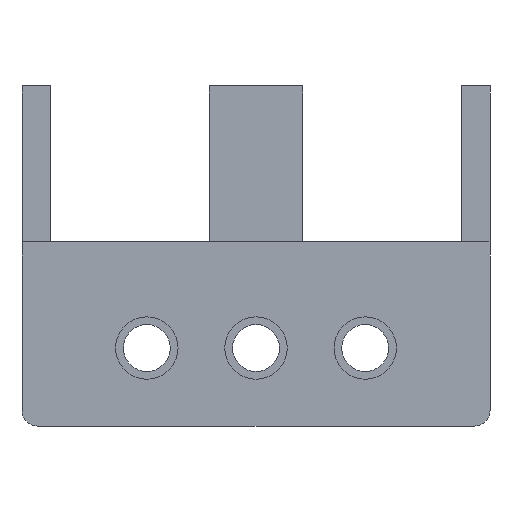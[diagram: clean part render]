
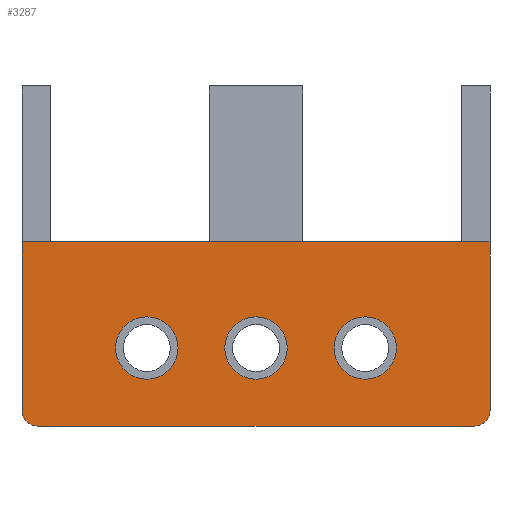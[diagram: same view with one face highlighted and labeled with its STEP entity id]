
A CAD part, front view. The second image highlights one B-rep face of the part: STEP entity #3287.
In plain terms, the highlighted planar face has unit normal (0, -1, 0).
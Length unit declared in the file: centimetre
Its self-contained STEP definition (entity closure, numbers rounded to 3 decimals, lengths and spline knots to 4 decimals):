
#16 = CIRCLE ( 'NONE', #598, 2. ) ;
#17 = CARTESIAN_POINT ( 'NONE',  ( 0., -15., -5. ) ) ;
#50 = CARTESIAN_POINT ( 'NONE',  ( -15., -15., 1.8 ) ) ;
#56 = DIRECTION ( 'NONE',  ( 0., 1., 0. ) ) ;
#62 = DIRECTION ( 'NONE',  ( 0., 0., 1. ) ) ;
#72 = DIRECTION ( 'NONE',  ( 0., 0., 1. ) ) ;
#109 = VERTEX_POINT ( 'NONE', #1507 ) ;
#196 = CIRCLE ( 'NONE', #2082, 2. ) ;
#269 = CARTESIAN_POINT ( 'NONE',  ( -15., -15., 1.8 ) ) ;
#280 = PLANE ( 'NONE',  #3856 ) ;
#359 = ORIENTED_EDGE ( 'NONE', *, *, #550, .T. ) ;
#378 = VERTEX_POINT ( 'NONE', #4946 ) ;
#383 = CARTESIAN_POINT ( 'NONE',  ( 0., -15., -7. ) ) ;
#406 = DIRECTION ( 'NONE',  ( 0., 1., 0. ) ) ;
#471 = VERTEX_POINT ( 'NONE', #3875 ) ;
#550 = EDGE_CURVE ( 'NONE', #4823, #471, #4237, .T. ) ;
#564 = EDGE_CURVE ( 'NONE', #378, #2981, #1011, .T. ) ;
#588 = CIRCLE ( 'NONE', #846, 1. ) ;
#598 = AXIS2_PLACEMENT_3D ( 'NONE', #1765, #3347, #1035 ) ;
#623 = VECTOR ( 'NONE', #1997, 100. ) ;
#682 = CARTESIAN_POINT ( 'NONE',  ( 15., -15., 1.8 ) ) ;
#776 = DIRECTION ( 'NONE',  ( 0., -1., 0. ) ) ;
#821 = AXIS2_PLACEMENT_3D ( 'NONE', #2744, #1127, #1219 ) ;
#846 = AXIS2_PLACEMENT_3D ( 'NONE', #3283, #4408, #923 ) ;
#923 = DIRECTION ( 'NONE',  ( 0., 0., 1. ) ) ;
#943 = EDGE_CURVE ( 'NONE', #2981, #4427, #4605, .T. ) ;
#968 = VERTEX_POINT ( 'NONE', #4188 ) ;
#1011 = LINE ( 'NONE', #50, #623 ) ;
#1020 = EDGE_CURVE ( 'NONE', #968, #109, #2771, .T. ) ;
#1035 = DIRECTION ( 'NONE',  ( 0., 0., 1. ) ) ;
#1085 = VERTEX_POINT ( 'NONE', #383 ) ;
#1127 = DIRECTION ( 'NONE',  ( 0., 1., 0. ) ) ;
#1219 = DIRECTION ( 'NONE',  ( 0., 0., 1. ) ) ;
#1334 = FACE_BOUND ( 'NONE', #2440, .T. ) ;
#1369 = VECTOR ( 'NONE', #2685, 100. ) ;
#1398 = EDGE_CURVE ( 'NONE', #2767, #3262, #4063, .T. ) ;
#1455 = EDGE_CURVE ( 'NONE', #3262, #2767, #3398, .T. ) ;
#1492 = ORIENTED_EDGE ( 'NONE', *, *, #1020, .T. ) ;
#1507 = CARTESIAN_POINT ( 'NONE',  ( -14., -15., -10. ) ) ;
#1533 = ORIENTED_EDGE ( 'NONE', *, *, #1398, .T. ) ;
#1613 = CARTESIAN_POINT ( 'NONE',  ( 7., -15., -5. ) ) ;
#1701 = ORIENTED_EDGE ( 'NONE', *, *, #2227, .F. ) ;
#1765 = CARTESIAN_POINT ( 'NONE',  ( 0., -15., -5. ) ) ;
#1784 = ORIENTED_EDGE ( 'NONE', *, *, #943, .F. ) ;
#1796 = DIRECTION ( 'NONE',  ( 0., 0., 1. ) ) ;
#1872 = ORIENTED_EDGE ( 'NONE', *, *, #564, .F. ) ;
#1908 = CARTESIAN_POINT ( 'NONE',  ( 7., -15., -5. ) ) ;
#1997 = DIRECTION ( 'NONE',  ( 1., 0., 0. ) ) ;
#2082 = AXIS2_PLACEMENT_3D ( 'NONE', #2923, #2118, #1796 ) ;
#2118 = DIRECTION ( 'NONE',  ( 0., 1., 0. ) ) ;
#2227 = EDGE_CURVE ( 'NONE', #2356, #109, #3015, .T. ) ;
#2345 = CARTESIAN_POINT ( 'NONE',  ( -15., -15., 1.8 ) ) ;
#2356 = VERTEX_POINT ( 'NONE', #3114 ) ;
#2358 = DIRECTION ( 'NONE',  ( 0., 0., 1. ) ) ;
#2383 = EDGE_LOOP ( 'NONE', ( #1533, #2635 ) ) ;
#2440 = EDGE_LOOP ( 'NONE', ( #359, #4926 ) ) ;
#2475 = FACE_BOUND ( 'NONE', #2667, .T. ) ;
#2583 = ORIENTED_EDGE ( 'NONE', *, *, #3581, .T. ) ;
#2635 = ORIENTED_EDGE ( 'NONE', *, *, #1455, .T. ) ;
#2667 = EDGE_LOOP ( 'NONE', ( #3125, #3026 ) ) ;
#2685 = DIRECTION ( 'NONE',  ( -1., 0., 0. ) ) ;
#2738 = ORIENTED_EDGE ( 'NONE', *, *, #2941, .T. ) ;
#2744 = CARTESIAN_POINT ( 'NONE',  ( -7., -15., -5. ) ) ;
#2750 = DIRECTION ( 'NONE',  ( 0., 0., 1. ) ) ;
#2751 = DIRECTION ( 'NONE',  ( 0., 1., 0. ) ) ;
#2767 = VERTEX_POINT ( 'NONE', #3293 ) ;
#2769 = CARTESIAN_POINT ( 'NONE',  ( 7., -15., -3. ) ) ;
#2771 = CIRCLE ( 'NONE', #2938, 1. ) ;
#2921 = EDGE_CURVE ( 'NONE', #1085, #4633, #16, .T. ) ;
#2923 = CARTESIAN_POINT ( 'NONE',  ( -7., -15., -5. ) ) ;
#2938 = AXIS2_PLACEMENT_3D ( 'NONE', #3903, #776, #62 ) ;
#2941 = EDGE_CURVE ( 'NONE', #378, #968, #3296, .T. ) ;
#2981 = VERTEX_POINT ( 'NONE', #3011 ) ;
#3011 = CARTESIAN_POINT ( 'NONE',  ( 15., -15., 1.8 ) ) ;
#3015 = LINE ( 'NONE', #4555, #1369 ) ;
#3026 = ORIENTED_EDGE ( 'NONE', *, *, #4969, .T. ) ;
#3075 = CARTESIAN_POINT ( 'NONE',  ( 15., -15., -9. ) ) ;
#3114 = CARTESIAN_POINT ( 'NONE',  ( 14., -15., -10. ) ) ;
#3116 = AXIS2_PLACEMENT_3D ( 'NONE', #17, #406, #2358 ) ;
#3125 = ORIENTED_EDGE ( 'NONE', *, *, #2921, .T. ) ;
#3262 = VERTEX_POINT ( 'NONE', #2769 ) ;
#3283 = CARTESIAN_POINT ( 'NONE',  ( 14., -15., -9. ) ) ;
#3285 = CARTESIAN_POINT ( 'NONE',  ( 0., -15., -3. ) ) ;
#3287 = ADVANCED_FACE ( 'NONE', ( #2475, #4796, #4438, #1334 ), #280, .F. ) ;
#3293 = CARTESIAN_POINT ( 'NONE',  ( 7., -15., -7. ) ) ;
#3296 = LINE ( 'NONE', #269, #4913 ) ;
#3328 = EDGE_CURVE ( 'NONE', #471, #4823, #196, .T. ) ;
#3347 = DIRECTION ( 'NONE',  ( 0., 1., 0. ) ) ;
#3374 = DIRECTION ( 'NONE',  ( 0., 0., -1. ) ) ;
#3398 = CIRCLE ( 'NONE', #3711, 2. ) ;
#3581 = EDGE_CURVE ( 'NONE', #2356, #4427, #588, .T. ) ;
#3598 = VECTOR ( 'NONE', #4263, 100. ) ;
#3711 = AXIS2_PLACEMENT_3D ( 'NONE', #1613, #2751, #72 ) ;
#3792 = CARTESIAN_POINT ( 'NONE',  ( -7., -15., -7. ) ) ;
#3845 = DIRECTION ( 'NONE',  ( 0., 1., 0. ) ) ;
#3856 = AXIS2_PLACEMENT_3D ( 'NONE', #2345, #56, #2750 ) ;
#3875 = CARTESIAN_POINT ( 'NONE',  ( -7., -15., -3. ) ) ;
#3903 = CARTESIAN_POINT ( 'NONE',  ( -14., -15., -9. ) ) ;
#3926 = CIRCLE ( 'NONE', #3116, 2. ) ;
#4063 = CIRCLE ( 'NONE', #4377, 2. ) ;
#4188 = CARTESIAN_POINT ( 'NONE',  ( -15., -15., -9. ) ) ;
#4237 = CIRCLE ( 'NONE', #821, 2. ) ;
#4263 = DIRECTION ( 'NONE',  ( 0., 0., -1. ) ) ;
#4377 = AXIS2_PLACEMENT_3D ( 'NONE', #1908, #3845, #4613 ) ;
#4408 = DIRECTION ( 'NONE',  ( 0., -1., 0. ) ) ;
#4427 = VERTEX_POINT ( 'NONE', #3075 ) ;
#4438 = FACE_BOUND ( 'NONE', #2383, .T. ) ;
#4555 = CARTESIAN_POINT ( 'NONE',  ( -15., -15., -10. ) ) ;
#4605 = LINE ( 'NONE', #682, #3598 ) ;
#4613 = DIRECTION ( 'NONE',  ( 0., 0., 1. ) ) ;
#4633 = VERTEX_POINT ( 'NONE', #3285 ) ;
#4724 = EDGE_LOOP ( 'NONE', ( #1784, #1872, #2738, #1492, #1701, #2583 ) ) ;
#4796 = FACE_OUTER_BOUND ( 'NONE', #4724, .T. ) ;
#4823 = VERTEX_POINT ( 'NONE', #3792 ) ;
#4913 = VECTOR ( 'NONE', #3374, 100. ) ;
#4926 = ORIENTED_EDGE ( 'NONE', *, *, #3328, .T. ) ;
#4946 = CARTESIAN_POINT ( 'NONE',  ( -15., -15., 1.8 ) ) ;
#4969 = EDGE_CURVE ( 'NONE', #4633, #1085, #3926, .T. ) ;
